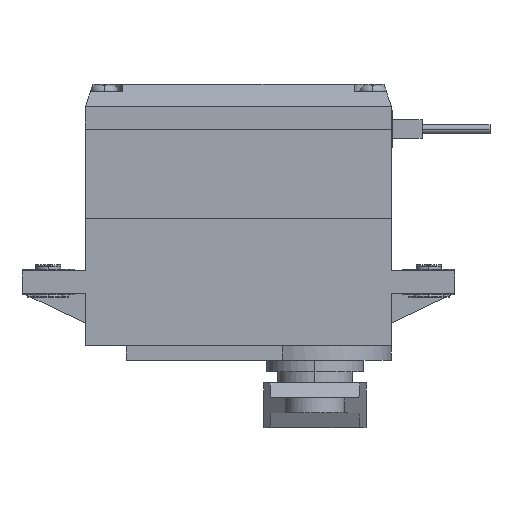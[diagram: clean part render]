
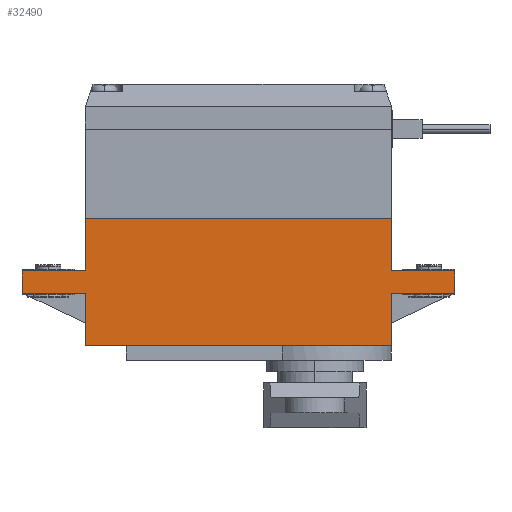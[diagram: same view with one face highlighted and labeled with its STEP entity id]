
A CAD part, left-side view. The second image highlights one B-rep face of the part: STEP entity #32490.
In plain terms, the highlighted planar face has unit normal (-1, 0, 0).
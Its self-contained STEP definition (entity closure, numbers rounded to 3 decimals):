
#1500=CARTESIAN_POINT('',(0.,-8.5,0.));
#1510=VERTEX_POINT('',#1500);
#1680=CARTESIAN_POINT('',(-0.,-8.5,-3.));
#1690=VERTEX_POINT('',#1680);
#1720=CARTESIAN_POINT('',(0.,-8.5,0.));
#1730=DIRECTION('',(0.,0.,-1.));
#1740=VECTOR('',#1730,1.);
#1750=LINE('',#1720,#1740);
#1760=EDGE_CURVE('',#1510,#1690,#1750,.T.);
#1860=CARTESIAN_POINT('',(0.,49.5,0.));
#1870=DIRECTION('',(0.,-1.,0.));
#1880=VECTOR('',#1870,1.);
#1890=LINE('',#1860,#1880);
#1900=CARTESIAN_POINT('',(0.,49.5,0.));
#1910=VERTEX_POINT('',#1900);
#1920=CARTESIAN_POINT('',(0.,41.,0.));
#1930=VERTEX_POINT('',#1920);
#1940=EDGE_CURVE('',#1910,#1930,#1890,.T.);
#3500=CARTESIAN_POINT('',(0.,49.5,-3.));
#3510=VERTEX_POINT('',#3500);
#3540=CARTESIAN_POINT('',(0.,49.5,-3.));
#3550=DIRECTION('',(0.,-1.,0.));
#3560=VECTOR('',#3550,1.);
#3570=LINE('',#3540,#3560);
#3580=CARTESIAN_POINT('',(0.,41.,-3.));
#3590=VERTEX_POINT('',#3580);
#3600=EDGE_CURVE('',#3510,#3590,#3570,.T.);
#4370=CARTESIAN_POINT('',(0.,0.,0.));
#4380=VERTEX_POINT('',#4370);
#5020=EDGE_CURVE('',#4380,#1510,#1890,.T.);
#5440=CARTESIAN_POINT('',(0.,41.,-3.));
#5450=DIRECTION('',(0.,0.,-1.));
#5460=VECTOR('',#5450,1.);
#5470=LINE('',#5440,#5460);
#5480=CARTESIAN_POINT('',(0.,41.,-10.));
#5490=VERTEX_POINT('',#5480);
#5500=EDGE_CURVE('',#3590,#5490,#5470,.T.);
#6400=CARTESIAN_POINT('',(-0.,0.,-10.));
#6410=VERTEX_POINT('',#6400);
#6440=CARTESIAN_POINT('',(0.,0.,-3.));
#6450=DIRECTION('',(0.,0.,-1.));
#6460=VECTOR('',#6450,1.);
#6470=LINE('',#6440,#6460);
#6480=CARTESIAN_POINT('',(-0.,0.,-3.));
#6490=VERTEX_POINT('',#6480);
#6500=EDGE_CURVE('',#6490,#6410,#6470,.T.);
#6800=CARTESIAN_POINT('',(0.,0.,-10.));
#6810=DIRECTION('',(0.,1.,0.));
#6820=VECTOR('',#6810,1.);
#6830=LINE('',#6800,#6820);
#6840=CARTESIAN_POINT('',(-0.,10.25,-10.));
#6850=VERTEX_POINT('',#6840);
#6860=EDGE_CURVE('',#6410,#6850,#6830,.T.);
#7250=EDGE_CURVE('',#6850,#5490,#6830,.T.);
#10470=CARTESIAN_POINT('',(0.,49.5,0.));
#10480=DIRECTION('',(0.,0.,-1.));
#10490=VECTOR('',#10480,1.);
#10500=LINE('',#10470,#10490);
#10510=EDGE_CURVE('',#1910,#3510,#10500,.T.);
#13610=EDGE_CURVE('',#6490,#1690,#3570,.T.);
#21750=CARTESIAN_POINT('',(0.,0.,0.));
#21760=DIRECTION('',(0.,0.,1.));
#21770=VECTOR('',#21760,1.);
#21780=LINE('',#21750,#21770);
#21790=CARTESIAN_POINT('',(0.,-0.,7.));
#21800=VERTEX_POINT('',#21790);
#21810=EDGE_CURVE('',#4380,#21800,#21780,.T.);
#22770=CARTESIAN_POINT('',(0.,41.,7.));
#22780=VERTEX_POINT('',#22770);
#22810=CARTESIAN_POINT('',(0.,41.,0.));
#22820=DIRECTION('',(0.,0.,1.));
#22830=VECTOR('',#22820,1.);
#22840=LINE('',#22810,#22830);
#22850=EDGE_CURVE('',#1930,#22780,#22840,.T.);
#22910=CARTESIAN_POINT('',(0.,0.,0.));
#22920=DIRECTION('',(-1.,0.,0.));
#22930=DIRECTION('',(0.,1.,0.));
#22940=AXIS2_PLACEMENT_3D('',#22910,#22920,#22930);
#22950=PLANE('',#22940);
#31600=CARTESIAN_POINT('',(0.,0.,7.));
#31610=DIRECTION('',(0.,1.,-0.));
#31620=VECTOR('',#31610,1.);
#31630=LINE('',#31600,#31620);
#31640=EDGE_CURVE('',#21800,#22780,#31630,.T.);
#32340=ORIENTED_EDGE('',*,*,#21810,.T.);
#32350=ORIENTED_EDGE('',*,*,#5020,.F.);
#32360=ORIENTED_EDGE('',*,*,#1760,.F.);
#32370=ORIENTED_EDGE('',*,*,#13610,.T.);
#32380=ORIENTED_EDGE('',*,*,#6500,.F.);
#32390=ORIENTED_EDGE('',*,*,#6860,.F.);
#32400=ORIENTED_EDGE('',*,*,#7250,.F.);
#32410=ORIENTED_EDGE('',*,*,#5500,.T.);
#32420=ORIENTED_EDGE('',*,*,#3600,.T.);
#32430=ORIENTED_EDGE('',*,*,#10510,.T.);
#32440=ORIENTED_EDGE('',*,*,#1940,.F.);
#32450=ORIENTED_EDGE('',*,*,#22850,.F.);
#32460=ORIENTED_EDGE('',*,*,#31640,.T.);
#32470=EDGE_LOOP('',(#32460,#32450,#32440,#32430,#32420,#32410,#32400,
#32390,#32380,#32370,#32360,#32350,#32340));
#32480=FACE_OUTER_BOUND('',#32470,.T.);
#32490=ADVANCED_FACE('',(#32480),#22950,.T.);
